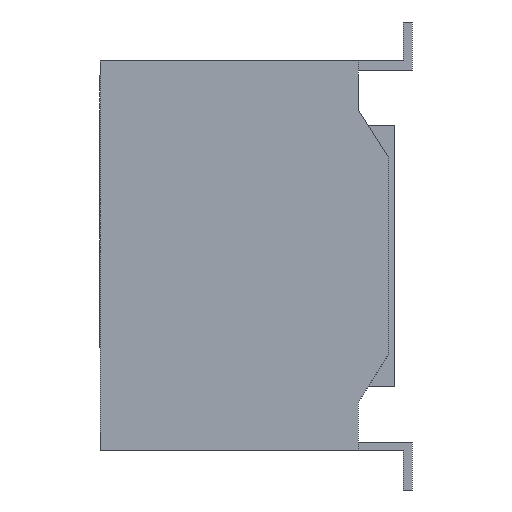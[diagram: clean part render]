
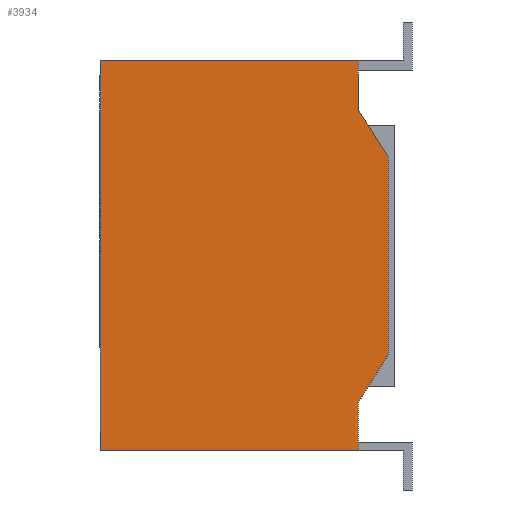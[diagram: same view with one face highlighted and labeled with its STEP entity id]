
A CAD part, left-side view. The second image highlights one B-rep face of the part: STEP entity #3934.
In plain terms, the highlighted planar face has unit normal (-1, 0, 0).
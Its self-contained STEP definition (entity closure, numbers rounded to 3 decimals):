
#17 = ORIENTED_EDGE ( 'NONE', *, *, #293, .T. ) ;
#28 = EDGE_CURVE ( 'NONE', #571, #115, #915, .T. ) ;
#44 = EDGE_CURVE ( 'NONE', #543, #3746, #976, .T. ) ;
#96 = EDGE_CURVE ( 'NONE', #115, #3911, #1127, .T. ) ;
#115 = VERTEX_POINT ( 'NONE', #1159 ) ;
#261 = EDGE_CURVE ( 'NONE', #571, #740, #2044, .T. ) ;
#266 = ORIENTED_EDGE ( 'NONE', *, *, #797, .T. ) ;
#293 = EDGE_CURVE ( 'NONE', #3911, #543, #2240, .T. ) ;
#543 = VERTEX_POINT ( 'NONE', #1253 ) ;
#571 = VERTEX_POINT ( 'NONE', #1347 ) ;
#643 = ORIENTED_EDGE ( 'NONE', *, *, #1422, .T. ) ;
#692 = ORIENTED_EDGE ( 'NONE', *, *, #96, .T. ) ;
#722 = EDGE_LOOP ( 'NONE', ( #692, #17, #792, #266, #643, #1759, #790, #1680 ) ) ;
#740 = VERTEX_POINT ( 'NONE', #1995 ) ;
#790 = ORIENTED_EDGE ( 'NONE', *, *, #261, .F. ) ;
#792 = ORIENTED_EDGE ( 'NONE', *, *, #44, .T. ) ;
#797 = EDGE_CURVE ( 'NONE', #3746, #4003, #2254, .T. ) ;
#915 = LINE ( 'NONE', #916, #917 ) ;
#916 = CARTESIAN_POINT ( 'NONE',  ( -1.2, 5.2, -3.25 ) ) ;
#917 = VECTOR ( 'NONE', #918, 1000. ) ;
#918 = DIRECTION ( 'NONE',  ( 0., -1., 0. ) ) ;
#976 = LINE ( 'NONE', #977, #978 ) ;
#977 = CARTESIAN_POINT ( 'NONE',  ( -1.2, 0.4, -1.65 ) ) ;
#978 = VECTOR ( 'NONE', #979, 1000. ) ;
#979 = DIRECTION ( 'NONE',  ( 0., 0., 1. ) ) ;
#1127 = LINE ( 'NONE', #1128, #1129 ) ;
#1128 = CARTESIAN_POINT ( 'NONE',  ( -1.2, 0.9, -3.25 ) ) ;
#1129 = VECTOR ( 'NONE', #1130, 1000. ) ;
#1130 = DIRECTION ( 'NONE',  ( 0., 0., 1. ) ) ;
#1159 = CARTESIAN_POINT ( 'NONE',  ( -1.2, 0.9, -3.25 ) ) ;
#1253 = CARTESIAN_POINT ( 'NONE',  ( -1.2, 0.4, -1.65 ) ) ;
#1347 = CARTESIAN_POINT ( 'NONE',  ( -1.2, 5.2, -3.25 ) ) ;
#1377 = LINE ( 'NONE', #1378, #1379 ) ;
#1378 = CARTESIAN_POINT ( 'NONE',  ( -1.2, 5.2, 3.25 ) ) ;
#1379 = VECTOR ( 'NONE', #1380, 1000. ) ;
#1380 = DIRECTION ( 'NONE',  ( 0., -1., 0. ) ) ;
#1381 = CARTESIAN_POINT ( 'NONE',  ( -1.2, 0.9, 3.25 ) ) ;
#1422 = EDGE_CURVE ( 'NONE', #4003, #3676, #2633, .T. ) ;
#1680 = ORIENTED_EDGE ( 'NONE', *, *, #28, .T. ) ;
#1755 = CARTESIAN_POINT ( 'NONE',  ( -1.2, 0.4, 1.65 ) ) ;
#1759 = ORIENTED_EDGE ( 'NONE', *, *, #3675, .F. ) ;
#1995 = CARTESIAN_POINT ( 'NONE',  ( -1.2, 5.2, 3.25 ) ) ;
#2044 = LINE ( 'NONE', #2045, #2046 ) ;
#2045 = CARTESIAN_POINT ( 'NONE',  ( -1.2, 5.2, -3.25 ) ) ;
#2046 = VECTOR ( 'NONE', #2047, 1000. ) ;
#2047 = DIRECTION ( 'NONE',  ( 0., 0., 1. ) ) ;
#2240 = LINE ( 'NONE', #2241, #2242 ) ;
#2241 = CARTESIAN_POINT ( 'NONE',  ( -1.2, 0.9, -2.45 ) ) ;
#2242 = VECTOR ( 'NONE', #2243, 1000. ) ;
#2243 = DIRECTION ( 'NONE',  ( 0., -0.53, 0.848 ) ) ;
#2254 = LINE ( 'NONE', #2255, #2256 ) ;
#2255 = CARTESIAN_POINT ( 'NONE',  ( -1.2, 0.9, 2.45 ) ) ;
#2256 = VECTOR ( 'NONE', #2257, 1000. ) ;
#2257 = DIRECTION ( 'NONE',  ( 0., 0.53, 0.848 ) ) ;
#2633 = LINE ( 'NONE', #2634, #2635 ) ;
#2634 = CARTESIAN_POINT ( 'NONE',  ( -1.2, 0.9, -3.25 ) ) ;
#2635 = VECTOR ( 'NONE', #2636, 1000. ) ;
#2636 = DIRECTION ( 'NONE',  ( 0., 0., 1. ) ) ;
#2716 = CARTESIAN_POINT ( 'NONE',  ( -1.2, 0.9, -2.45 ) ) ;
#2823 = FACE_OUTER_BOUND ( 'NONE', #722, .T. ) ;
#2824 = PLANE ( 'NONE',  #2825 ) ;
#2825 = AXIS2_PLACEMENT_3D ( 'NONE', #2826, #2827, #2828 ) ;
#2826 = CARTESIAN_POINT ( 'NONE',  ( -1.2, 5.2, -3.25 ) ) ;
#2827 = DIRECTION ( 'NONE',  ( 1., 0., 0. ) ) ;
#2828 = DIRECTION ( 'NONE',  ( 0., 0., -1. ) ) ;
#3241 = CARTESIAN_POINT ( 'NONE',  ( -1.2, 0.9, 2.45 ) ) ;
#3675 = EDGE_CURVE ( 'NONE', #740, #3676, #1377, .T. ) ;
#3676 = VERTEX_POINT ( 'NONE', #1381 ) ;
#3746 = VERTEX_POINT ( 'NONE', #1755 ) ;
#3911 = VERTEX_POINT ( 'NONE', #2716 ) ;
#3934 = ADVANCED_FACE ( 'NONE', ( #2823 ), #2824, .F. ) ;
#4003 = VERTEX_POINT ( 'NONE', #3241 ) ;
